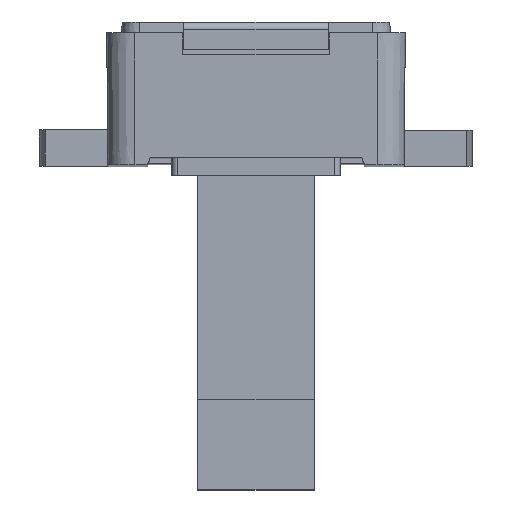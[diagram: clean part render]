
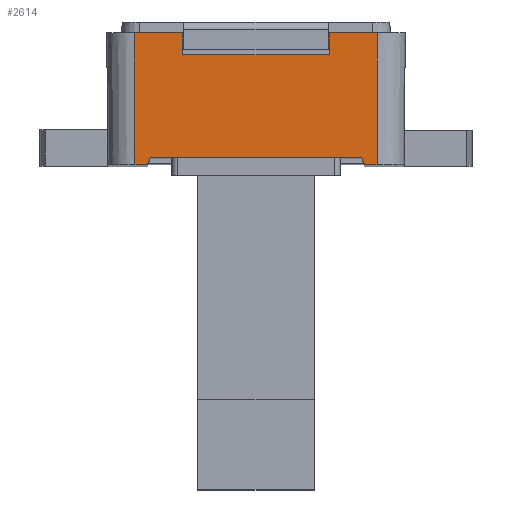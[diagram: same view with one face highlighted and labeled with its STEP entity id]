
A CAD part, top view. The second image highlights one B-rep face of the part: STEP entity #2614.
In plain terms, the highlighted planar face has unit normal (0, -0.009, 1).
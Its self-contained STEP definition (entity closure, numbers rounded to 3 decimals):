
#53=LINE('',#3431,#254);
#69=LINE('',#3478,#270);
#80=LINE('',#3515,#281);
#90=LINE('',#3534,#291);
#91=LINE('',#3535,#292);
#92=LINE('',#3536,#293);
#93=LINE('',#3538,#294);
#94=LINE('',#3540,#295);
#95=LINE('',#3542,#296);
#96=LINE('',#3544,#297);
#97=LINE('',#3546,#298);
#98=LINE('',#3548,#299);
#254=VECTOR('',#2896,1000.);
#270=VECTOR('',#2928,1000.);
#281=VECTOR('',#2955,1000.);
#291=VECTOR('',#2971,1000.);
#292=VECTOR('',#2972,1000.);
#293=VECTOR('',#2973,1000.);
#294=VECTOR('',#2974,1000.);
#295=VECTOR('',#2975,1000.);
#296=VECTOR('',#2976,1000.);
#297=VECTOR('',#2977,1000.);
#298=VECTOR('',#2978,1000.);
#299=VECTOR('',#2979,1000.);
#509=ORIENTED_EDGE('',*,*,#1022,.F.);
#510=ORIENTED_EDGE('',*,*,#972,.F.);
#511=ORIENTED_EDGE('',*,*,#1023,.F.);
#512=ORIENTED_EDGE('',*,*,#1012,.T.);
#513=ORIENTED_EDGE('',*,*,#1024,.F.);
#514=ORIENTED_EDGE('',*,*,#1025,.F.);
#515=ORIENTED_EDGE('',*,*,#1026,.F.);
#516=ORIENTED_EDGE('',*,*,#1027,.F.);
#517=ORIENTED_EDGE('',*,*,#1028,.F.);
#518=ORIENTED_EDGE('',*,*,#1029,.F.);
#519=ORIENTED_EDGE('',*,*,#1030,.T.);
#520=ORIENTED_EDGE('',*,*,#994,.T.);
#972=EDGE_CURVE('',#1230,#1231,#53,.T.);
#994=EDGE_CURVE('',#1253,#1252,#69,.T.);
#1012=EDGE_CURVE('',#1262,#1270,#80,.T.);
#1022=EDGE_CURVE('',#1231,#1252,#90,.T.);
#1023=EDGE_CURVE('',#1262,#1230,#91,.T.);
#1024=EDGE_CURVE('',#1277,#1270,#92,.T.);
#1025=EDGE_CURVE('',#1278,#1277,#93,.T.);
#1026=EDGE_CURVE('',#1279,#1278,#94,.T.);
#1027=EDGE_CURVE('',#1280,#1279,#95,.T.);
#1028=EDGE_CURVE('',#1281,#1280,#96,.T.);
#1029=EDGE_CURVE('',#1282,#1281,#97,.T.);
#1030=EDGE_CURVE('',#1282,#1253,#98,.T.);
#1230=VERTEX_POINT('',#3432);
#1231=VERTEX_POINT('',#3433);
#1252=VERTEX_POINT('',#3477);
#1253=VERTEX_POINT('',#3479);
#1262=VERTEX_POINT('',#3498);
#1270=VERTEX_POINT('',#3514);
#1277=VERTEX_POINT('',#3537);
#1278=VERTEX_POINT('',#3539);
#1279=VERTEX_POINT('',#3541);
#1280=VERTEX_POINT('',#3543);
#1281=VERTEX_POINT('',#3545);
#1282=VERTEX_POINT('',#3547);
#1478=EDGE_LOOP('',(#509,#510,#511,#512,#513,#514,#515,#516,#517,#518,#519,
#520));
#1623=FACE_BOUND('',#1478,.T.);
#1763=PLANE('',#2743);
#2614=ADVANCED_FACE('',(#1623),#1763,.F.);
#2743=AXIS2_PLACEMENT_3D('',#3533,#2969,#2970);
#2896=DIRECTION('',(-1.,0.,0.));
#2928=DIRECTION('',(1.,0.,0.));
#2955=DIRECTION('',(1.,0.,0.));
#2969=DIRECTION('',(0.,0.009,-1.));
#2970=DIRECTION('',(0.,1.,0.009));
#2971=DIRECTION('',(-0.342,-0.94,-0.008));
#2972=DIRECTION('',(-0.342,0.94,0.008));
#2973=DIRECTION('',(0.,-1.,-0.009));
#2974=DIRECTION('',(1.,0.,0.));
#2975=DIRECTION('',(0.,1.,0.009));
#2976=DIRECTION('',(1.,0.,0.));
#2977=DIRECTION('',(0.,-1.,-0.009));
#2978=DIRECTION('',(1.,0.,0.));
#2979=DIRECTION('',(0.,-1.,-0.009));
#3431=CARTESIAN_POINT('',(-6.7,0.4,63.303));
#3432=CARTESIAN_POINT('',(5.854,0.4,63.303));
#3433=CARTESIAN_POINT('',(-5.854,0.4,63.303));
#3477=CARTESIAN_POINT('',(-6.,0.,63.3));
#3478=CARTESIAN_POINT('',(-6.7,0.,63.3));
#3479=CARTESIAN_POINT('',(-6.7,0.,63.3));
#3498=CARTESIAN_POINT('',(6.,0.,63.3));
#3514=CARTESIAN_POINT('',(6.7,0.,63.3));
#3515=CARTESIAN_POINT('',(-6.7,0.,63.3));
#3533=CARTESIAN_POINT('',(-6.7,0.,63.3));
#3534=CARTESIAN_POINT('',(-6.082,-0.225,63.298));
#3535=CARTESIAN_POINT('',(4.514,4.081,63.336));
#3536=CARTESIAN_POINT('',(6.7,0.,63.3));
#3537=CARTESIAN_POINT('',(6.7,7.3,63.364));
#3538=CARTESIAN_POINT('',(-6.7,7.3,63.364));
#3539=CARTESIAN_POINT('',(4.05,7.3,63.364));
#3540=CARTESIAN_POINT('',(4.05,0.,63.3));
#3541=CARTESIAN_POINT('',(4.05,6.1,63.353));
#3542=CARTESIAN_POINT('',(-6.7,6.1,63.353));
#3543=CARTESIAN_POINT('',(-4.05,6.1,63.353));
#3544=CARTESIAN_POINT('',(-4.05,0.,63.3));
#3545=CARTESIAN_POINT('',(-4.05,7.3,63.364));
#3546=CARTESIAN_POINT('',(-6.7,7.3,63.364));
#3547=CARTESIAN_POINT('',(-6.7,7.3,63.364));
#3548=CARTESIAN_POINT('',(-6.7,0.,63.3));
